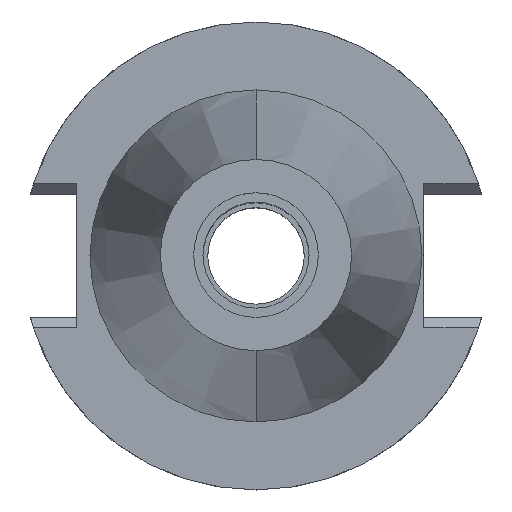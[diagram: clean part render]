
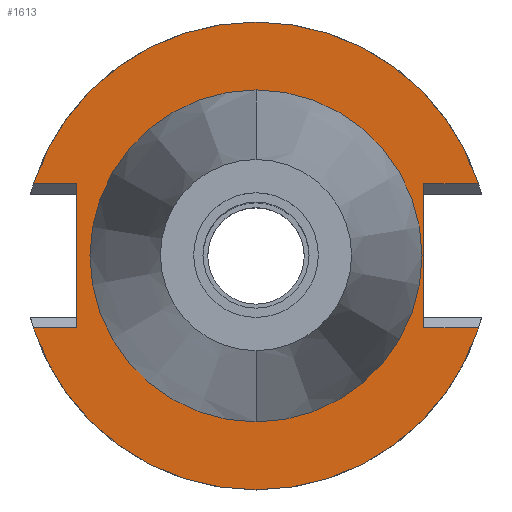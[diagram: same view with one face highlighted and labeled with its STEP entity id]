
A CAD part, top view. The second image highlights one B-rep face of the part: STEP entity #1613.
In plain terms, the highlighted planar face has unit normal (0, 0, 1).
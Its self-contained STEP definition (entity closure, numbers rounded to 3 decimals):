
#94=DIRECTION('',(0.,-1.,0.));
#95=VECTOR('',#94,30.31);
#96=CARTESIAN_POINT('',(35.27,15.155,-1.5));
#97=LINE('',#96,#95);
#101=DIRECTION('',(1.,0.,0.));
#102=VECTOR('',#101,11.551);
#103=CARTESIAN_POINT('',(35.27,-15.155,-1.5));
#104=LINE('',#103,#102);
#108=CARTESIAN_POINT('',(0.,0.,-1.5));
#109=DIRECTION('',(0.,0.,-1.));
#110=DIRECTION('',(0.951,-0.308,0.));
#111=AXIS2_PLACEMENT_3D('',#108,#109,#110);
#116=CARTESIAN_POINT('',(0.,0.,-1.5));
#117=DIRECTION('',(0.,0.,-1.));
#118=DIRECTION('',(0.,-1.,0.));
#119=AXIS2_PLACEMENT_3D('',#116,#117,#118);
#124=DIRECTION('',(0.,1.,0.));
#125=VECTOR('',#124,30.31);
#126=CARTESIAN_POINT('',(-37.68,-15.155,-1.5));
#127=LINE('',#126,#125);
#131=DIRECTION('',(-1.,0.,0.));
#132=VECTOR('',#131,9.141);
#133=CARTESIAN_POINT('',(-37.68,15.155,-1.5));
#134=LINE('',#133,#132);
#138=CARTESIAN_POINT('',(0.,0.,-1.5));
#139=DIRECTION('',(0.,0.,-1.));
#140=DIRECTION('',(-0.951,0.308,0.));
#141=AXIS2_PLACEMENT_3D('',#138,#139,#140);
#146=CARTESIAN_POINT('',(0.,0.,-1.5));
#147=DIRECTION('',(0.,0.,-1.));
#148=DIRECTION('',(0.,1.,0.));
#149=AXIS2_PLACEMENT_3D('',#146,#147,#148);
#154=CARTESIAN_POINT('',(0.,0.,-1.5));
#155=DIRECTION('',(0.,0.,1.));
#156=DIRECTION('',(0.,-1.,0.));
#157=AXIS2_PLACEMENT_3D('',#154,#155,#156);
#162=CARTESIAN_POINT('',(0.,0.,-1.5));
#163=DIRECTION('',(0.,0.,1.));
#164=DIRECTION('',(0.,1.,0.));
#165=AXIS2_PLACEMENT_3D('',#162,#163,#164);
#281=DIRECTION('',(1.,0.,0.));
#282=VECTOR('',#281,11.551);
#283=CARTESIAN_POINT('',(35.27,15.155,-1.5));
#284=LINE('',#283,#282);
#298=CARTESIAN_POINT('',(46.821,15.155,-1.5));
#561=DIRECTION('',(-1.,0.,0.));
#562=VECTOR('',#561,9.141);
#563=CARTESIAN_POINT('',(-37.68,-15.155,-1.5));
#564=LINE('',#563,#562);
#575=CARTESIAN_POINT('',(46.821,-15.155,-1.5));
#600=CARTESIAN_POINT('',(-46.821,-15.155,-1.5));
#1396=CARTESIAN_POINT('',(35.27,-15.155,-1.5));
#1397=VERTEX_POINT('',#1396);
#1398=CARTESIAN_POINT('',(35.27,15.155,-1.5));
#1399=VERTEX_POINT('',#1398);
#1439=CARTESIAN_POINT('',(-37.68,15.155,-1.5));
#1440=VERTEX_POINT('',#1439);
#1441=CARTESIAN_POINT('',(-37.68,-15.155,-1.5));
#1442=VERTEX_POINT('',#1441);
#1485=VERTEX_POINT('',#575);
#1486=VERTEX_POINT('',#600);
#1487=CARTESIAN_POINT('',(0.,-49.213,-1.5));
#1488=VERTEX_POINT('',#1487);
#1491=VERTEX_POINT('',#298);
#1492=CARTESIAN_POINT('',(0.,49.213,-1.5));
#1493=VERTEX_POINT('',#1492);
#1494=CARTESIAN_POINT('',(-46.821,15.155,-1.5));
#1495=VERTEX_POINT('',#1494);
#1496=CARTESIAN_POINT('',(0.,-34.925,-1.5));
#1497=CARTESIAN_POINT('',(0.,34.925,-1.5));
#1498=VERTEX_POINT('',#1496);
#1499=VERTEX_POINT('',#1497);
#1582=CARTESIAN_POINT('',(0.,0.,-1.5));
#1583=DIRECTION('',(0.,0.,-1.));
#1584=DIRECTION('',(0.,-1.,0.));
#1585=AXIS2_PLACEMENT_3D('',#1582,#1583,#1584);
#1586=PLANE('',#1585);
#1588=ORIENTED_EDGE('',*,*,#1587,.T.);
#1590=ORIENTED_EDGE('',*,*,#1589,.T.);
#1592=ORIENTED_EDGE('',*,*,#1591,.T.);
#1594=ORIENTED_EDGE('',*,*,#1593,.T.);
#1596=ORIENTED_EDGE('',*,*,#1595,.F.);
#1598=ORIENTED_EDGE('',*,*,#1597,.T.);
#1600=ORIENTED_EDGE('',*,*,#1599,.T.);
#1602=ORIENTED_EDGE('',*,*,#1601,.T.);
#1604=ORIENTED_EDGE('',*,*,#1603,.T.);
#1606=ORIENTED_EDGE('',*,*,#1605,.F.);
#1607=EDGE_LOOP('',(#1588,#1590,#1592,#1594,#1596,#1598,#1600,#1602,#1604,
#1606));
#1608=FACE_OUTER_BOUND('',#1607,.F.);
#1609=ORIENTED_EDGE('',*,*,#1561,.T.);
#1610=ORIENTED_EDGE('',*,*,#1577,.T.);
#1611=EDGE_LOOP('',(#1609,#1610));
#1612=FACE_BOUND('',#1611,.F.);
#112=CIRCLE('',#111,49.213);
#120=CIRCLE('',#119,49.213);
#142=CIRCLE('',#141,49.213);
#150=CIRCLE('',#149,49.213);
#158=CIRCLE('',#157,34.925);
#166=CIRCLE('',#165,34.925);
#1561=EDGE_CURVE('',#1498,#1499,#158,.T.);
#1577=EDGE_CURVE('',#1499,#1498,#166,.T.);
#1587=EDGE_CURVE('',#1399,#1397,#97,.T.);
#1589=EDGE_CURVE('',#1397,#1485,#104,.T.);
#1591=EDGE_CURVE('',#1485,#1488,#112,.T.);
#1593=EDGE_CURVE('',#1488,#1486,#120,.T.);
#1595=EDGE_CURVE('',#1442,#1486,#564,.T.);
#1597=EDGE_CURVE('',#1442,#1440,#127,.T.);
#1599=EDGE_CURVE('',#1440,#1495,#134,.T.);
#1601=EDGE_CURVE('',#1495,#1493,#142,.T.);
#1603=EDGE_CURVE('',#1493,#1491,#150,.T.);
#1605=EDGE_CURVE('',#1399,#1491,#284,.T.);
#1613=ADVANCED_FACE('',(#1608,#1612),#1586,.F.);
